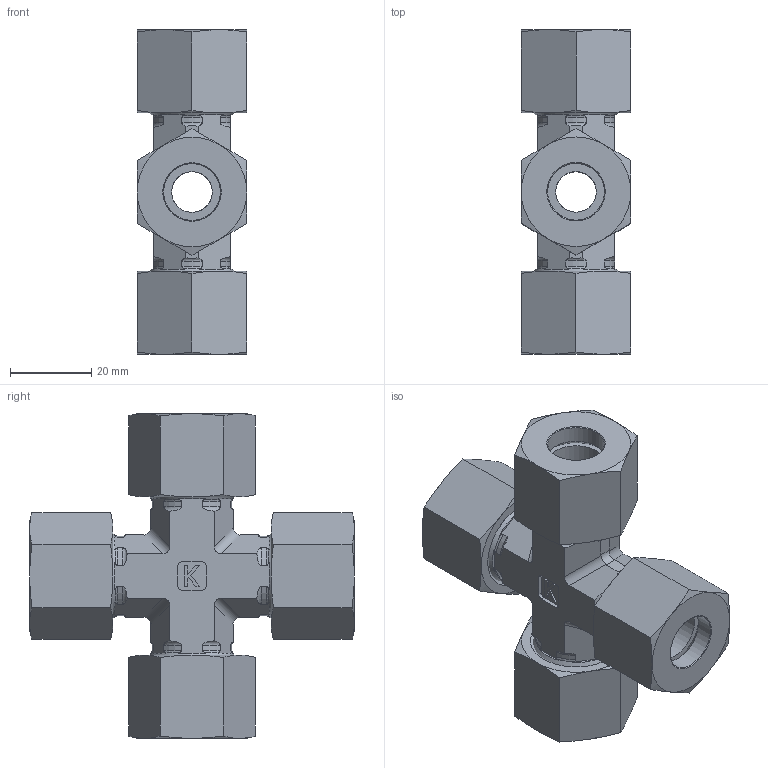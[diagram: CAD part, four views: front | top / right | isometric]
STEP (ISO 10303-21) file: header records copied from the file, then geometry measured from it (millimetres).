
FILE_DESCRIPTION((''),'2;1');
FILE_NAME('4981422.stp','2014-10-14T10:20:49',(''),('KNOMI spol. s r. o.'),'Autodesk Inventor 2012','Autodesk Inventor 2012','');
FILE_SCHEMA(('AUTOMOTIVE_DESIGN { 1 2 10303 214 0 1 1 1 }'));
Length unit declared in the file: millimetre
Products named in the file (4): KS3K 14S 4xM22; 4931422; 3981422; 40814
Assembly tree (9 placements, depth 2):
  KS3K 14S 4xM22
    4931422
    3981422  x4
    40814  x4
Bounding box: 27 x 80 x 80 mm (x, y, z)
Volume: 55188.2 mm3; surface area: 31215.2 mm2
Topology: 9 solids, 9 shells, 344 faces, 888 edges, 566 vertices
Faces by surface type: plane 132, cone 88, cylinder 72, torus 52
Full cylindrical faces by diameter (mm): 10 x4, 14 x12, 16.2 x4, 19 x4, 20.376 x4, 22 x4
Entity records: 8256 total; most frequent: CARTESIAN_POINT 2232, ORIENTED_EDGE 1212, DIRECTION 1146, EDGE_CURVE 606, AXIS2_PLACEMENT_3D 464, VERTEX_POINT 414, EDGE_LOOP 290, STYLED_ITEM 242
